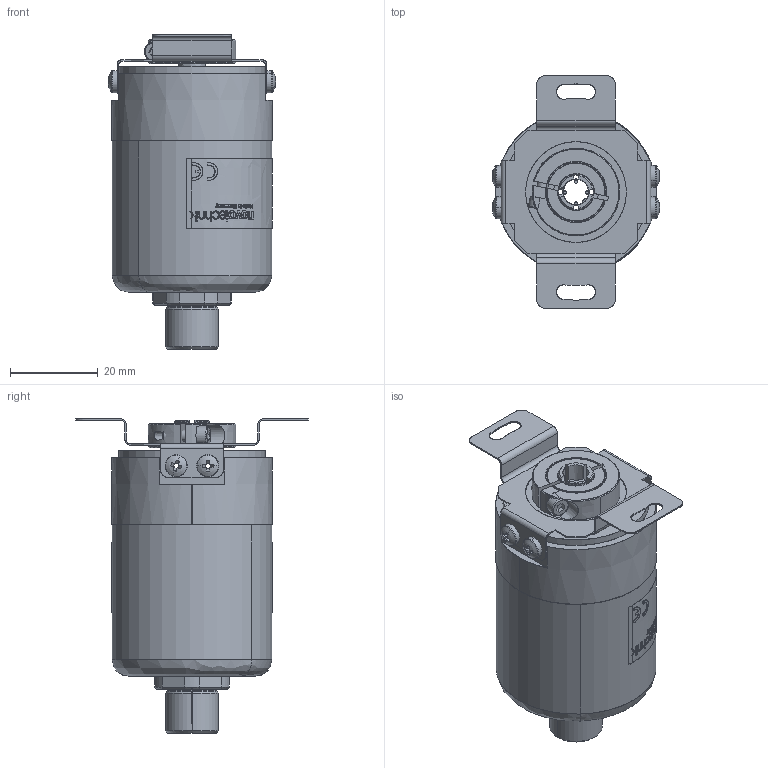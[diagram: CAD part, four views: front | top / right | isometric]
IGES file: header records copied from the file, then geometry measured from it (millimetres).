
Start section: SolidWorks IGES file using analytic representation for surfaces
Global section: file name: R_B-3607-____-____-FM_.IGS; native system: SolidWorks 2014; preprocessor: SolidWorks 2014; author: Widmaier; date: 160720.135117; units: millimetre
Bounding box: 38.23 x 53 x 71.7 mm (x, y, z)
Surface area: 13815.1 mm2 (no closed solid volume)
Topology: 0 solids, 0 shells, 986 faces, 15909 edges, 15909 vertices
Faces by surface type: bspline 679, revolution 307
